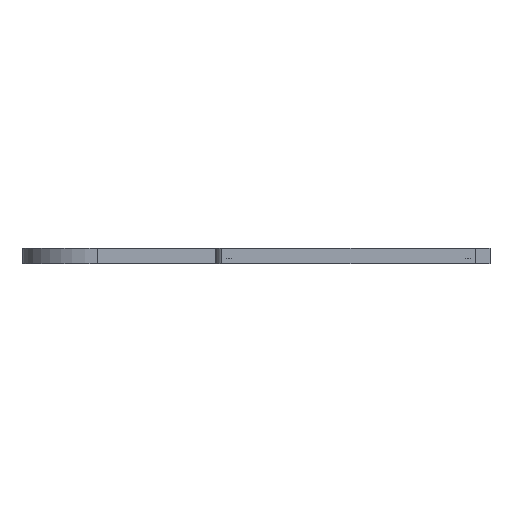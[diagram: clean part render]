
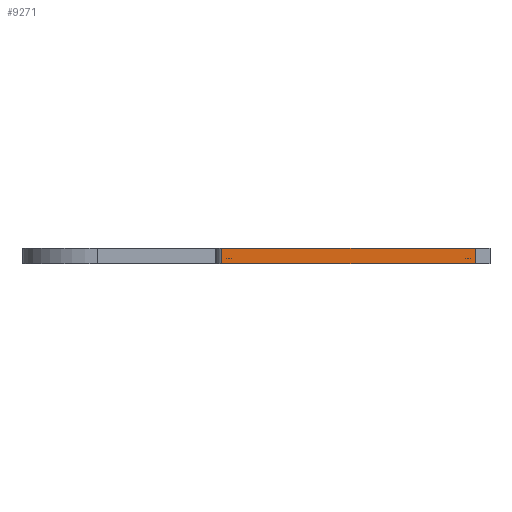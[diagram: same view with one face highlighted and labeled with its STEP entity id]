
A CAD part, left-side view. The second image highlights one B-rep face of the part: STEP entity #9271.
In plain terms, the highlighted planar face has unit normal (-1, 0, 0).
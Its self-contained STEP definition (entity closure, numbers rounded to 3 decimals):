
#1117=PLANE('',#9893);
#1301=FACE_OUTER_BOUND('',#1854,.T.);
#1854=EDGE_LOOP('',(#6531,#6532,#6533,#6534));
#2468=LINE('',#11670,#3148);
#2469=LINE('',#11679,#3149);
#2470=LINE('',#11681,#3150);
#2471=LINE('',#11682,#3151);
#3148=VECTOR('',#10397,10.);
#3149=VECTOR('',#10412,10.);
#3150=VECTOR('',#10413,10.);
#3151=VECTOR('',#10414,10.);
#3953=VERTEX_POINT('',#11648);
#3962=VERTEX_POINT('',#11668);
#3963=VERTEX_POINT('',#11678);
#3964=VERTEX_POINT('',#11680);
#4970=EDGE_CURVE('',#3953,#3962,#2468,.T.);
#4974=EDGE_CURVE('',#3963,#3953,#2469,.T.);
#4975=EDGE_CURVE('',#3964,#3962,#2470,.T.);
#4976=EDGE_CURVE('',#3963,#3964,#2471,.T.);
#6531=ORIENTED_EDGE('',*,*,#4974,.T.);
#6532=ORIENTED_EDGE('',*,*,#4970,.T.);
#6533=ORIENTED_EDGE('',*,*,#4975,.F.);
#6534=ORIENTED_EDGE('',*,*,#4976,.F.);
#9271=ADVANCED_FACE('',(#1301),#1117,.T.);
#9893=AXIS2_PLACEMENT_3D('',#11677,#10410,#10411);
#10397=DIRECTION('',(0.,0.,1.));
#10410=DIRECTION('center_axis',(-1.,0.,0.));
#10411=DIRECTION('ref_axis',(0.,-1.,0.));
#10412=DIRECTION('',(0.,-1.,0.));
#10413=DIRECTION('',(0.,-1.,0.));
#10414=DIRECTION('',(0.,0.,1.));
#11648=CARTESIAN_POINT('',(80.717,-3.685,0.));
#11668=CARTESIAN_POINT('',(80.717,-3.685,5.));
#11670=CARTESIAN_POINT('',(80.717,-3.685,0.));
#11677=CARTESIAN_POINT('Origin',(80.717,80.315,0.));
#11678=CARTESIAN_POINT('',(80.717,80.315,0.));
#11679=CARTESIAN_POINT('',(80.717,80.315,0.));
#11680=CARTESIAN_POINT('',(80.717,80.315,5.));
#11681=CARTESIAN_POINT('',(80.717,80.315,5.));
#11682=CARTESIAN_POINT('',(80.717,80.315,0.));
